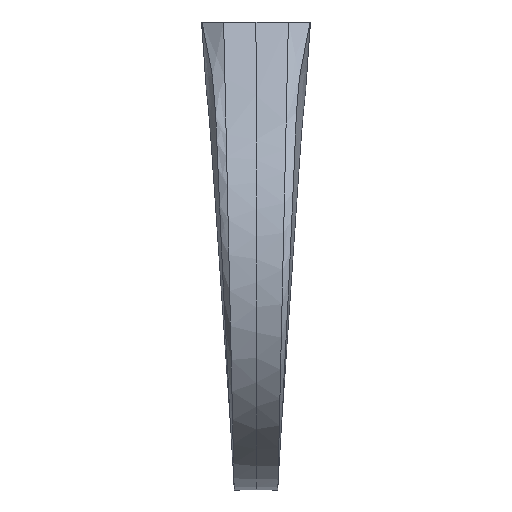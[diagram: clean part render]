
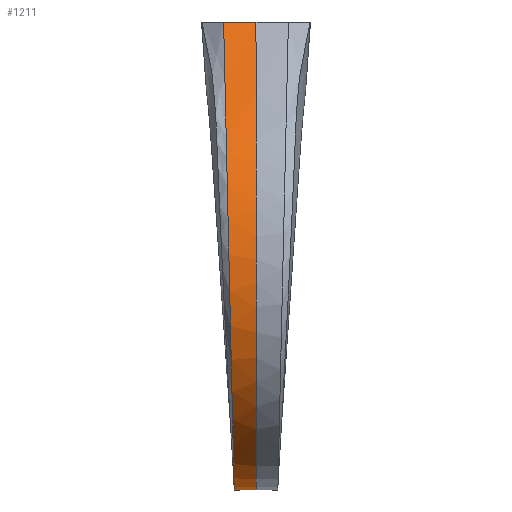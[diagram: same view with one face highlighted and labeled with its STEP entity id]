
A CAD part, left-side view. The second image highlights one B-rep face of the part: STEP entity #1211.
In plain terms, the highlighted free-form (B-spline) face has degree [5, 1] with [12, 2] control points.
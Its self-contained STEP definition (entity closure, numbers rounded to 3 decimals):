
#31 = VERTEX_POINT('',#32);
#32 = CARTESIAN_POINT('',(-2.803,0.,
    24.313));
#37 = EDGE_CURVE('',#38,#31,#40,.T.);
#38 = VERTEX_POINT('',#39);
#39 = CARTESIAN_POINT('',(-2.803,1.682,24.313));
#40 = B_SPLINE_CURVE_WITH_KNOTS('',1,(#41,#42),.UNSPECIFIED.,.F.,.F.,(2,
    2),(0.,1.),.PIECEWISE_BEZIER_KNOTS.);
#41 = CARTESIAN_POINT('',(-2.803,1.682,24.313));
#42 = CARTESIAN_POINT('',(-2.803,0.,
    24.313));
#210 = VERTEX_POINT('',#211);
#211 = CARTESIAN_POINT('',(0.,1.135,
    0.));
#236 = EDGE_CURVE('',#210,#38,#237,.T.);
#237 = B_SPLINE_CURVE_WITH_KNOTS('',5,(#238,#239,#240,#241,#242,#243,
    #244,#245,#246,#247,#248,#249,#250),.UNSPECIFIED.,.F.,.F.,(6,1,1,1,1
    ,1,1,1,6),(0.,0.048,0.248,0.445,
    0.603,0.668,0.722,0.825,1.),
  .UNSPECIFIED.);
#238 = CARTESIAN_POINT('',(0.,1.135,
    0.));
#239 = CARTESIAN_POINT('',(-0.323,1.135,
    0.));
#240 = CARTESIAN_POINT('',(-1.988,1.136,
    0.06));
#241 = CARTESIAN_POINT('',(-4.943,1.152,0.718)
  );
#242 = CARTESIAN_POINT('',(-8.713,1.202,2.98)
  );
#243 = CARTESIAN_POINT('',(-11.278,1.296,7.168)
  );
#244 = CARTESIAN_POINT('',(-11.648,1.401,
    11.821));
#245 = CARTESIAN_POINT('',(-10.685,1.489,
    15.73));
#246 = CARTESIAN_POINT('',(-8.684,1.561,18.921
    ));
#247 = CARTESIAN_POINT('',(-6.577,1.6,
    20.662));
#248 = CARTESIAN_POINT('',(-4.999,1.634,
    22.192));
#249 = CARTESIAN_POINT('',(-3.644,1.664,
    23.498));
#250 = CARTESIAN_POINT('',(-2.803,1.682,24.313)
  );
#1117 = EDGE_CURVE('',#1118,#210,#1120,.T.);
#1118 = VERTEX_POINT('',#1119);
#1119 = CARTESIAN_POINT('',(0.,0.,0.));
#1120 = B_SPLINE_CURVE_WITH_KNOTS('',1,(#1121,#1122),.UNSPECIFIED.,.F.,
  .F.,(2,2),(0.,1.),.PIECEWISE_BEZIER_KNOTS.);
#1121 = CARTESIAN_POINT('',(0.,0.,0.));
#1122 = CARTESIAN_POINT('',(0.,1.135,
    0.));
#1211 = ADVANCED_FACE('',(#1212),#1228,.F.);
#1212 = FACE_BOUND('',#1213,.F.);
#1213 = EDGE_LOOP('',(#1214,#1215,#1216,#1217));
#1214 = ORIENTED_EDGE('',*,*,#1117,.T.);
#1215 = ORIENTED_EDGE('',*,*,#236,.T.);
#1216 = ORIENTED_EDGE('',*,*,#37,.T.);
#1217 = ORIENTED_EDGE('',*,*,#1218,.F.);
#1218 = EDGE_CURVE('',#1118,#31,#1219,.T.);
#1219 = B_SPLINE_CURVE_WITH_KNOTS('',5,(#1220,#1221,#1222,#1223,#1224,
    #1225,#1226,#1227),.UNSPECIFIED.,.F.,.F.,(6,1,1,6),(0.,
    0.143,0.286,1.),.UNSPECIFIED.);
#1220 = CARTESIAN_POINT('',(0.,0.,0.));
#1221 = CARTESIAN_POINT('',(-1.392,0.,0.));
#1222 = CARTESIAN_POINT('',(-4.127,0.,
    0.432));
#1223 = CARTESIAN_POINT('',(-12.582,0.,
    4.727));
#1224 = CARTESIAN_POINT('',(-13.973,0.,
    14.833));
#1225 = CARTESIAN_POINT('',(-8.019,0.,
    19.457));
#1226 = CARTESIAN_POINT('',(-8.578,0.,
    18.715));
#1227 = CARTESIAN_POINT('',(-2.803,0.,
    24.313));
#1228 = B_SPLINE_SURFACE_WITH_KNOTS('',5,1,(
    (#1229,#1230)
    ,(#1231,#1232)
    ,(#1233,#1234)
    ,(#1235,#1236)
    ,(#1237,#1238)
    ,(#1239,#1240)
    ,(#1241,#1242)
    ,(#1243,#1244)
    ,(#1245,#1246)
    ,(#1247,#1248)
    ,(#1249,#1250)
    ,(#1251,#1252
    )),.UNSPECIFIED.,.F.,.F.,.F.,(6,1,1,1,1,1,1,6),(2,2),(0.,
    0.143,0.286,0.429,0.571,
    0.714,0.857,1.),(0.,1.),.UNSPECIFIED.);
#1229 = CARTESIAN_POINT('',(-2.803,0.,
    24.313));
#1230 = CARTESIAN_POINT('',(-2.803,1.682,24.313)
  );
#1231 = CARTESIAN_POINT('',(-3.958,0.,
    23.193));
#1232 = CARTESIAN_POINT('',(-3.958,1.657,
    23.193));
#1233 = CARTESIAN_POINT('',(-5.769,0.,
    21.451));
#1234 = CARTESIAN_POINT('',(-5.769,1.618,
    21.451));
#1235 = CARTESIAN_POINT('',(-7.475,0.,
    19.875));
#1236 = CARTESIAN_POINT('',(-7.476,1.582,
    19.874));
#1237 = CARTESIAN_POINT('',(-9.048,0.,
    18.405));
#1238 = CARTESIAN_POINT('',(-9.05,1.549,18.403
    ));
#1239 = CARTESIAN_POINT('',(-10.8,0.,
    15.653));
#1240 = CARTESIAN_POINT('',(-10.801,1.487,
    15.649));
#1241 = CARTESIAN_POINT('',(-11.797,0.,
    11.393));
#1242 = CARTESIAN_POINT('',(-11.797,1.391,
    11.389));
#1243 = CARTESIAN_POINT('',(-10.852,0.,
    6.15));
#1244 = CARTESIAN_POINT('',(-10.85,1.273,
    6.147));
#1245 = CARTESIAN_POINT('',(-7.75,0.,
    2.273));
#1246 = CARTESIAN_POINT('',(-7.748,1.186,
    2.271));
#1247 = CARTESIAN_POINT('',(-4.127,0.,
    0.432));
#1248 = CARTESIAN_POINT('',(-4.125,1.145,
    0.432));
#1249 = CARTESIAN_POINT('',(-1.392,0.,
    0.));
#1250 = CARTESIAN_POINT('',(-1.391,1.135,
    0.));
#1251 = CARTESIAN_POINT('',(0.,0.,0.));
#1252 = CARTESIAN_POINT('',(0.,1.135,
    0.));
